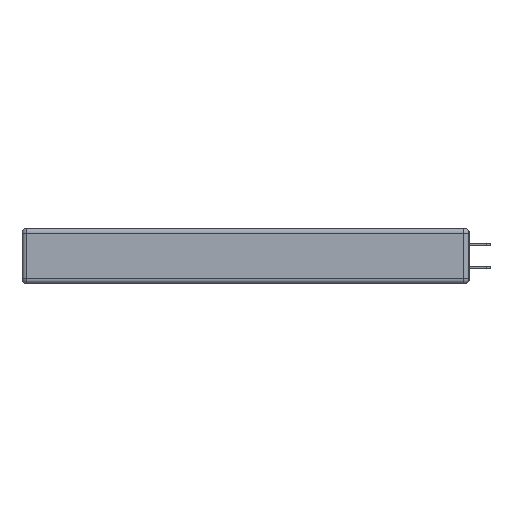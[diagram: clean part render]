
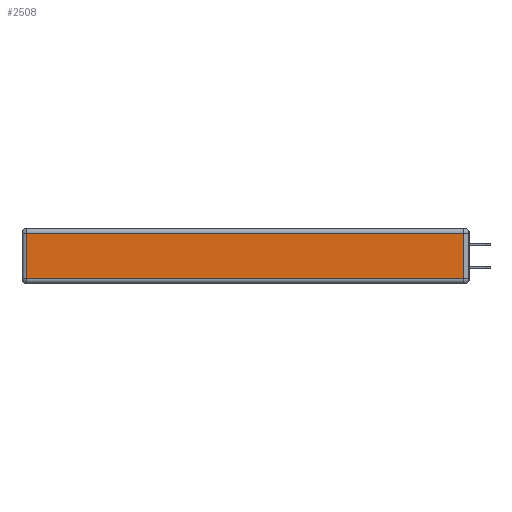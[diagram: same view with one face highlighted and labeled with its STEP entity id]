
A CAD part, left-side view. The second image highlights one B-rep face of the part: STEP entity #2508.
In plain terms, the highlighted planar face has unit normal (-1, 0, 0).
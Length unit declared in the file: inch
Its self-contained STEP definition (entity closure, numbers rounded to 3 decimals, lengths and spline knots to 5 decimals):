
#118 = DIRECTION ( 'NONE',  ( 0., 0., 1. ) ) ;
#382 = VERTEX_POINT ( 'NONE', #13987 ) ;
#599 = EDGE_CURVE ( 'NONE', #14698, #14462, #18045, .T. ) ;
#1294 = DIRECTION ( 'NONE',  ( 0., -1., 0. ) ) ;
#2508 = ADVANCED_FACE ( 'NONE', ( #12574 ), #14157, .T. ) ;
#3495 = AXIS2_PLACEMENT_3D ( 'NONE', #11478, #7487, #15507 ) ;
#3502 = ORIENTED_EDGE ( 'NONE', *, *, #16300, .T. ) ;
#5044 = LINE ( 'NONE', #17904, #17172 ) ;
#6275 = ORIENTED_EDGE ( 'NONE', *, *, #599, .T. ) ;
#6744 = EDGE_CURVE ( 'NONE', #14462, #18955, #9932, .T. ) ;
#7190 = ORIENTED_EDGE ( 'NONE', *, *, #6744, .T. ) ;
#7405 = EDGE_CURVE ( 'NONE', #382, #14698, #5044, .T. ) ;
#7487 = DIRECTION ( 'NONE',  ( -1., 0., 0. ) ) ;
#7953 = CARTESIAN_POINT ( 'NONE',  ( 0., 2.72, -0.313 ) ) ;
#8770 = CARTESIAN_POINT ( 'NONE',  ( 0., 0.03, -0.313 ) ) ;
#9932 = LINE ( 'NONE', #13341, #11361 ) ;
#10244 = ORIENTED_EDGE ( 'NONE', *, *, #7405, .T. ) ;
#11361 = VECTOR ( 'NONE', #1294, 39.37008 ) ;
#11478 = CARTESIAN_POINT ( 'NONE',  ( 0., 0., -0.343 ) ) ;
#11947 = CARTESIAN_POINT ( 'NONE',  ( 0., 2.72, -0.343 ) ) ;
#12245 = DIRECTION ( 'NONE',  ( 0., 1., 0. ) ) ;
#12574 = FACE_OUTER_BOUND ( 'NONE', #15469, .T. ) ;
#12649 = VECTOR ( 'NONE', #118, 39.37008 ) ;
#13122 = VECTOR ( 'NONE', #16262, 39.37008 ) ;
#13341 = CARTESIAN_POINT ( 'NONE',  ( 0., 0., -0.313 ) ) ;
#13987 = CARTESIAN_POINT ( 'NONE',  ( 0., 0.03, -0.03 ) ) ;
#14157 = PLANE ( 'NONE',  #3495 ) ;
#14462 = VERTEX_POINT ( 'NONE', #7953 ) ;
#14698 = VERTEX_POINT ( 'NONE', #15052 ) ;
#15052 = CARTESIAN_POINT ( 'NONE',  ( 0., 2.72, -0.03 ) ) ;
#15469 = EDGE_LOOP ( 'NONE', ( #7190, #3502, #10244, #6275 ) ) ;
#15507 = DIRECTION ( 'NONE',  ( 0., 0., 1. ) ) ;
#16262 = DIRECTION ( 'NONE',  ( 0., 0., -1. ) ) ;
#16300 = EDGE_CURVE ( 'NONE', #18955, #382, #16843, .T. ) ;
#16570 = CARTESIAN_POINT ( 'NONE',  ( 0., 0.03, -0.343 ) ) ;
#16843 = LINE ( 'NONE', #16570, #12649 ) ;
#17172 = VECTOR ( 'NONE', #12245, 39.37008 ) ;
#17904 = CARTESIAN_POINT ( 'NONE',  ( 0., 2.75, -0.03 ) ) ;
#18045 = LINE ( 'NONE', #11947, #13122 ) ;
#18955 = VERTEX_POINT ( 'NONE', #8770 ) ;
